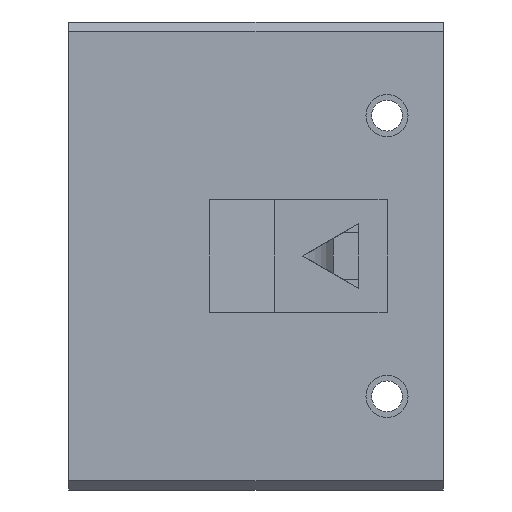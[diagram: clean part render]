
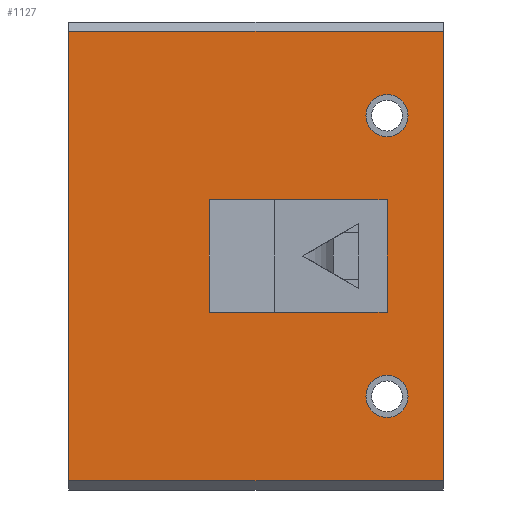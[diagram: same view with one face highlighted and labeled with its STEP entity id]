
A CAD part, left-side view. The second image highlights one B-rep face of the part: STEP entity #1127.
In plain terms, the highlighted planar face has unit normal (-1, 0, 0).
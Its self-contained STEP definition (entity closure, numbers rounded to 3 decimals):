
#42=FACE_BOUND('',#201,.T.);
#43=FACE_BOUND('',#202,.T.);
#44=FACE_BOUND('',#203,.T.);
#60=CIRCLE('',#1190,2.25);
#63=CIRCLE('',#1195,2.25);
#129=FACE_OUTER_BOUND('',#200,.T.);
#200=EDGE_LOOP('',(#1014,#1015,#1016,#1017));
#201=EDGE_LOOP('',(#1018,#1019,#1020,#1021));
#202=EDGE_LOOP('',(#1022));
#203=EDGE_LOOP('',(#1023));
#207=LINE('',#1540,#333);
#214=LINE('',#1554,#340);
#237=LINE('',#1610,#363);
#254=LINE('',#1650,#380);
#255=LINE('',#1654,#381);
#259=LINE('',#1661,#385);
#261=LINE('',#1664,#387);
#329=LINE('',#1846,#455);
#333=VECTOR('',#1236,10.);
#340=VECTOR('',#1245,10.);
#363=VECTOR('',#1288,10.);
#380=VECTOR('',#1321,10.);
#381=VECTOR('',#1324,10.);
#385=VECTOR('',#1330,10.);
#387=VECTOR('',#1334,10.);
#455=VECTOR('',#1528,10.);
#456=VERTEX_POINT('',#1533);
#459=VERTEX_POINT('',#1538);
#465=VERTEX_POINT('',#1552);
#488=VERTEX_POINT('',#1608);
#500=VERTEX_POINT('',#1643);
#503=VERTEX_POINT('',#1648);
#504=VERTEX_POINT('',#1652);
#505=VERTEX_POINT('',#1653);
#538=VERTEX_POINT('',#1753);
#541=VERTEX_POINT('',#1762);
#562=EDGE_CURVE('',#459,#456,#207,.T.);
#569=EDGE_CURVE('',#465,#459,#214,.T.);
#597=EDGE_CURVE('',#488,#465,#237,.T.);
#616=EDGE_CURVE('',#503,#500,#254,.T.);
#617=EDGE_CURVE('',#504,#505,#255,.T.);
#621=EDGE_CURVE('',#503,#504,#259,.T.);
#623=EDGE_CURVE('',#505,#500,#261,.T.);
#667=EDGE_CURVE('',#538,#538,#60,.T.);
#671=EDGE_CURVE('',#541,#541,#63,.T.);
#713=EDGE_CURVE('',#488,#456,#329,.T.);
#1014=ORIENTED_EDGE('',*,*,#562,.F.);
#1015=ORIENTED_EDGE('',*,*,#569,.F.);
#1016=ORIENTED_EDGE('',*,*,#597,.F.);
#1017=ORIENTED_EDGE('',*,*,#713,.T.);
#1018=ORIENTED_EDGE('',*,*,#621,.T.);
#1019=ORIENTED_EDGE('',*,*,#617,.T.);
#1020=ORIENTED_EDGE('',*,*,#623,.T.);
#1021=ORIENTED_EDGE('',*,*,#616,.F.);
#1022=ORIENTED_EDGE('',*,*,#667,.T.);
#1023=ORIENTED_EDGE('',*,*,#671,.T.);
#1069=PLANE('',#1228);
#1127=ADVANCED_FACE('',(#129,#42,#43,#44),#1069,.T.);
#1190=AXIS2_PLACEMENT_3D('',#1754,#1418,#1419);
#1195=AXIS2_PLACEMENT_3D('',#1763,#1429,#1430);
#1228=AXIS2_PLACEMENT_3D('',#1847,#1529,#1530);
#1236=DIRECTION('',(0.,-1.,0.));
#1245=DIRECTION('',(0.,0.,1.));
#1288=DIRECTION('',(0.,1.,0.));
#1321=DIRECTION('',(0.,0.,-1.));
#1324=DIRECTION('',(0.,0.,-1.));
#1330=DIRECTION('',(0.,-1.,0.));
#1334=DIRECTION('',(0.,1.,0.));
#1418=DIRECTION('center_axis',(1.,0.,0.));
#1419=DIRECTION('ref_axis',(0.,-1.,0.));
#1429=DIRECTION('center_axis',(1.,0.,0.));
#1430=DIRECTION('ref_axis',(0.,-1.,0.));
#1528=DIRECTION('',(0.,0.,1.));
#1529=DIRECTION('center_axis',(-1.,0.,0.));
#1530=DIRECTION('ref_axis',(0.,-1.,0.));
#1533=CARTESIAN_POINT('',(-12.5,-25.,49.));
#1538=CARTESIAN_POINT('',(-12.5,15.,49.));
#1540=CARTESIAN_POINT('',(-12.5,12.5,49.));
#1552=CARTESIAN_POINT('',(-12.5,15.,1.));
#1554=CARTESIAN_POINT('',(-12.5,15.,0.));
#1608=CARTESIAN_POINT('',(-12.5,-25.,1.));
#1610=CARTESIAN_POINT('',(-12.5,12.5,1.));
#1643=CARTESIAN_POINT('',(-12.5,0.,19.));
#1648=CARTESIAN_POINT('',(-12.5,0.,31.));
#1650=CARTESIAN_POINT('',(-12.5,0.,9.5));
#1652=CARTESIAN_POINT('',(-12.5,-19.,31.));
#1653=CARTESIAN_POINT('',(-12.5,-19.,19.));
#1654=CARTESIAN_POINT('',(-12.5,-19.,15.5));
#1661=CARTESIAN_POINT('',(-12.5,9.,31.));
#1664=CARTESIAN_POINT('',(-12.5,3.,19.));
#1753=CARTESIAN_POINT('',(-12.5,-16.75,40.));
#1754=CARTESIAN_POINT('Origin',(-12.5,-19.,40.));
#1762=CARTESIAN_POINT('',(-12.5,-16.75,10.));
#1763=CARTESIAN_POINT('Origin',(-12.5,-19.,10.));
#1846=CARTESIAN_POINT('',(-12.5,-25.,0.));
#1847=CARTESIAN_POINT('Origin',(-12.5,25.,0.));
